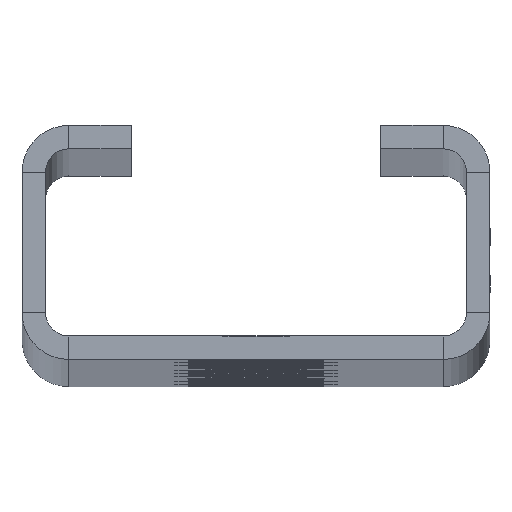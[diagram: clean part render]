
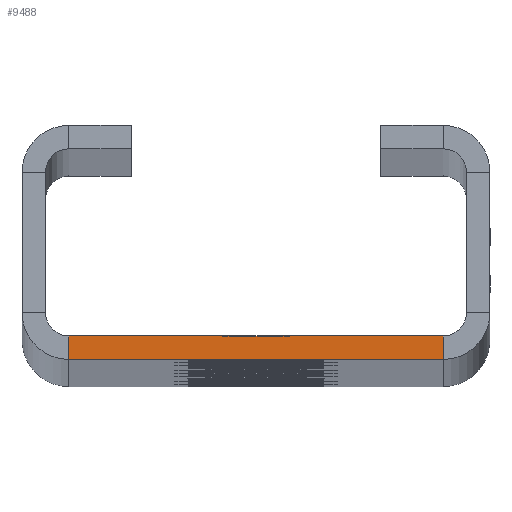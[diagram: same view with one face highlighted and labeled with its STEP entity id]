
A CAD part, top view. The second image highlights one B-rep face of the part: STEP entity #9488.
In plain terms, the highlighted planar face has unit normal (0, 0, 1).
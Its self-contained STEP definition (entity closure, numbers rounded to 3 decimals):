
#227 = VERTEX_POINT ( 'NONE', #12990 ) ;
#793 = VERTEX_POINT ( 'NONE', #11404 ) ;
#958 = PLANE ( 'NONE',  #3757 ) ;
#1365 = EDGE_CURVE ( 'NONE', #227, #793, #11209, .T. ) ;
#1784 = CARTESIAN_POINT ( 'NONE',  ( 12., 0., 1000. ) ) ;
#3408 = VECTOR ( 'NONE', #7208, 1000. ) ;
#3664 = LINE ( 'NONE', #8392, #3408 ) ;
#3757 = AXIS2_PLACEMENT_3D ( 'NONE', #13371, #13208, #13058 ) ;
#5214 = VERTEX_POINT ( 'NONE', #1784 ) ;
#5250 = LINE ( 'NONE', #8134, #5265 ) ;
#5265 = VECTOR ( 'NONE', #7646, 1000. ) ;
#5436 = DIRECTION ( 'NONE',  ( 1., 0., 0. ) ) ;
#5834 = CARTESIAN_POINT ( 'NONE',  ( -15., 1.5, 1000. ) ) ;
#6245 = CARTESIAN_POINT ( 'NONE',  ( -15., 0., 1000. ) ) ;
#6936 = EDGE_CURVE ( 'NONE', #5214, #793, #5250, .T. ) ;
#6942 = VERTEX_POINT ( 'NONE', #7143 ) ;
#7143 = CARTESIAN_POINT ( 'NONE',  ( -12., 0., 1000. ) ) ;
#7208 = DIRECTION ( 'NONE',  ( 0., -1., 0. ) ) ;
#7273 = DIRECTION ( 'NONE',  ( 1., 0., 0. ) ) ;
#7646 = DIRECTION ( 'NONE',  ( 0., 1., 0. ) ) ;
#7694 = VECTOR ( 'NONE', #7273, 1000. ) ;
#8134 = CARTESIAN_POINT ( 'NONE',  ( 12., 0., 1000. ) ) ;
#8392 = CARTESIAN_POINT ( 'NONE',  ( -12., 1.5, 1000. ) ) ;
#8523 = FACE_OUTER_BOUND ( 'NONE', #9332, .T. ) ;
#9332 = EDGE_LOOP ( 'NONE', ( #10558, #11953, #12015, #12337 ) ) ;
#9488 = ADVANCED_FACE ( 'NONE', ( #8523 ), #958, .T. ) ;
#10558 = ORIENTED_EDGE ( 'NONE', *, *, #13687, .T. ) ;
#10759 = EDGE_CURVE ( 'NONE', #227, #6942, #3664, .T. ) ;
#10917 = LINE ( 'NONE', #6245, #7694 ) ;
#11196 = VECTOR ( 'NONE', #5436, 1000. ) ;
#11209 = LINE ( 'NONE', #5834, #11196 ) ;
#11404 = CARTESIAN_POINT ( 'NONE',  ( 12., 1.5, 1000. ) ) ;
#11953 = ORIENTED_EDGE ( 'NONE', *, *, #6936, .T. ) ;
#12015 = ORIENTED_EDGE ( 'NONE', *, *, #1365, .F. ) ;
#12337 = ORIENTED_EDGE ( 'NONE', *, *, #10759, .T. ) ;
#12990 = CARTESIAN_POINT ( 'NONE',  ( -12., 1.5, 1000. ) ) ;
#13058 = DIRECTION ( 'NONE',  ( 1., 0., 0. ) ) ;
#13208 = DIRECTION ( 'NONE',  ( 0., 0., 1. ) ) ;
#13371 = CARTESIAN_POINT ( 'NONE',  ( 13.5, 3., 1000. ) ) ;
#13687 = EDGE_CURVE ( 'NONE', #6942, #5214, #10917, .T. ) ;
